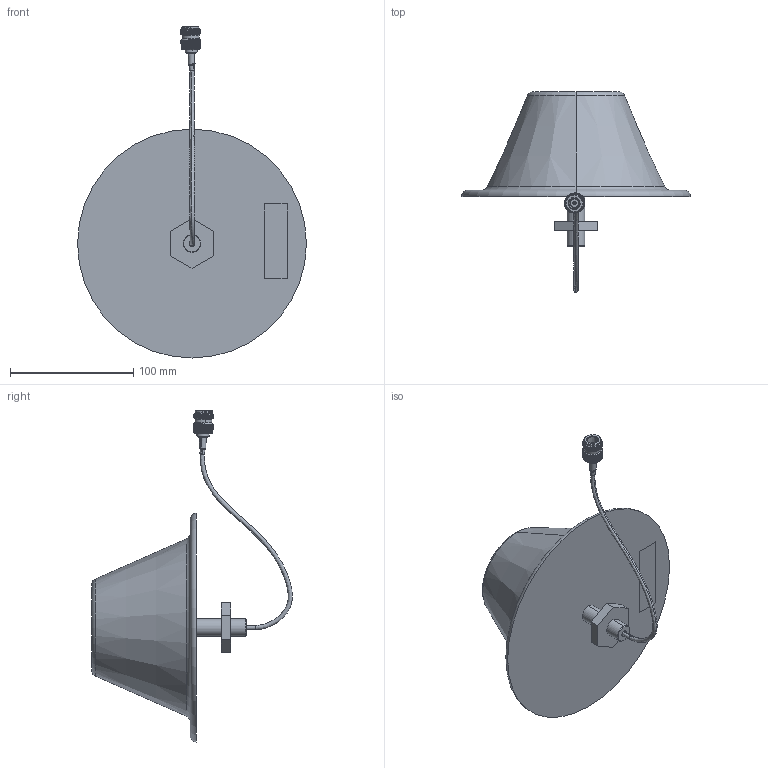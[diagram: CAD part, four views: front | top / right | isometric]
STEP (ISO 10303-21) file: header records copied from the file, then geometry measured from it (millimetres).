
FILE_DESCRIPTION (( 'STEP AP214' ), '1' );
FILE_NAME ('FM51158_3D.step', '2023-01-20T18:57:19', ( '' ), ( '' ), 'SwSTEP 2.0', 'SolidWorks 2022', '' );
FILE_SCHEMA (( 'AUTOMOTIVE_DESIGN' ));
Length unit declared in the file: inch
Products named in the file (4): FM51158; 1AB06-042-MA3_默认; LCCN3054; FM51158_3D
Assembly tree (3 placements, depth 2):
  FM51158_3D
    FM51158
    LCCN3054
    1AB06-042-MA3_默认
Bounding box: 185.93 x 162.97 x 269.67 mm (x, y, z)
Volume: 960280.4 mm3; surface area: 83357.2 mm2
Topology: 3 solids, 3 shells, 2391 faces, 5060 edges, 2693 vertices
Faces by surface type: bspline 1805, cylinder 501, plane 42, cone 29, torus 14
Entity records: 91638 total; most frequent: CARTESIAN_POINT 60320, ORIENTED_EDGE 10120, EDGE_CURVE 5060, VERTEX_POINT 2693, EDGE_LOOP 2411, FACE_OUTER_BOUND 2391, ADVANCED_FACE 2391, B_SPLINE_CURVE_WITH_KNOTS 2128
